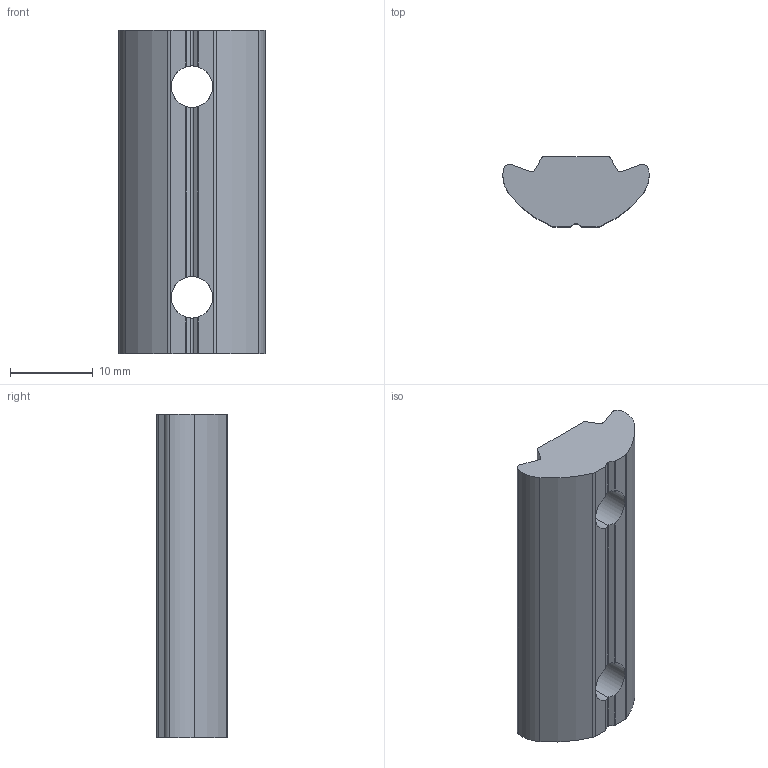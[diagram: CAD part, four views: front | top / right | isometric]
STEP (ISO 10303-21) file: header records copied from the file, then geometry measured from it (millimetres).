
FILE_DESCRIPTION (( 'STEP AP214' ), '1' );
FILE_NAME ('M6 39mm 2-Hole Std Nut(40HSN-3407-002-00).step', '2023-08-31T17:03:49', ( '' ), ( '' ), 'SwSTEP 2.0', 'SolidWorks 2020', '' );
FILE_SCHEMA (( 'AUTOMOTIVE_DESIGN' ));
Length unit declared in the file: millimetre
Products named in the file (1): M6 39mm 2-Hole Std Nut(40HSN-3407-002-00)
Bounding box: 17.65 x 8.45 x 39 mm (x, y, z)
Volume: 4054.2 mm3; surface area: 2179.2 mm2
Topology: 1 solids, 1 shells, 45 faces, 131 edges, 86 vertices
Faces by surface type: cylinder 26, plane 15, cone 4
Entity records: 1555 total; most frequent: CARTESIAN_POINT 335, ORIENTED_EDGE 262, DIRECTION 243, EDGE_CURVE 131, AXIS2_PLACEMENT_3D 90, VERTEX_POINT 86, LINE 63, VECTOR 63
